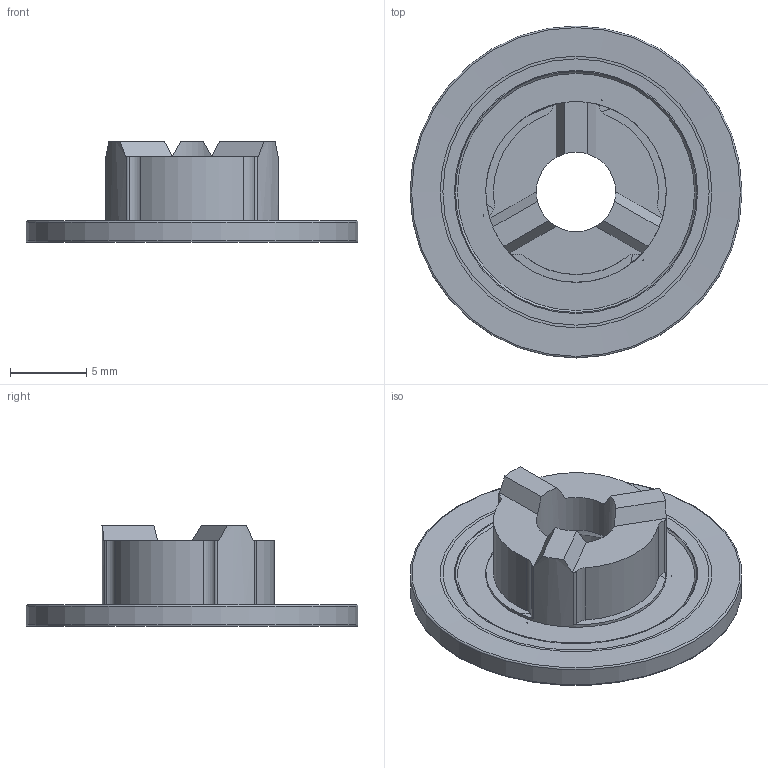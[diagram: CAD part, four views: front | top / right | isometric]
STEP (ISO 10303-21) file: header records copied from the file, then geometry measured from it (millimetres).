
FILE_DESCRIPTION(/* description */ (''),/* implementation_level */ '2;1');
FILE_NAME(/* name */ 'R335.14-217130C.12Z3-M03_Basic.stp',/* time_stamp */ '2024-09-10T16:33:17+05:00',/* author */ (''),/* organization */ (''),/* preprocessor_version */ 'ST-DEVELOPER v16.7',/* originating_system */ 'SIEMENS PLM Software NX 12.0',/* authorisation */ '');
FILE_SCHEMA (('AUTOMOTIVE_DESIGN { 1 0 10303 214 3 1 1 1 }'));
Length unit declared in the file: millimetre
Products named in the file (1): inpu3520E751kt68
Bounding box: 21.7 x 21.7 x 6.6 mm (x, y, z)
Volume: 712.8 mm3; surface area: 1212.8 mm2
Topology: 2 solids, 2 shells, 60 faces, 151 edges, 100 vertices
Faces by surface type: cylinder 24, plane 17, bspline 6, cone 6, revolution 5, torus 2
Full cylindrical faces by diameter (mm): 5.2 x1, 7.6 x1, 11.8 x1, 17.762 x2, 21.7 x1
Entity records: 1898 total; most frequent: CARTESIAN_POINT 481, DIRECTION 289, ORIENTED_EDGE 256, EDGE_CURVE 128, AXIS2_PLACEMENT_3D 127, VERTEX_POINT 92, EDGE_LOOP 84, CIRCLE 74
